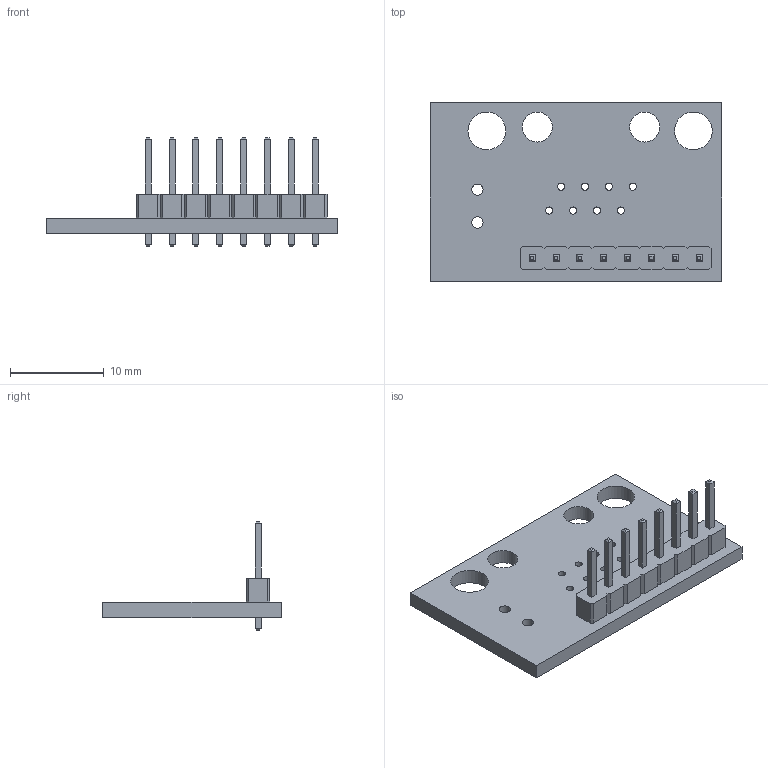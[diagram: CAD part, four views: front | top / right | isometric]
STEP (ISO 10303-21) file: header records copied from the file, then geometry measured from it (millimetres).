
FILE_DESCRIPTION(('KiCad electronic assembly'),'2;1');
FILE_NAME('8P breakout header.step','2024-06-09T16:11:21',('Pcbnew'),( 'Kicad'),'Open CASCADE STEP processor 7.7','KiCad to STEP converter' ,'Unknown');
FILE_SCHEMA(('AUTOMOTIVE_DESIGN { 1 0 10303 214 1 1 1 1 }'));
Length unit declared in the file: millimetre
Products named in the file (4): 8P breakout header 1; PinHeader_1x08_P2.54mm_Vertical; SOLID; 8P breakout header PCB
Assembly tree (3 placements, depth 3):
  8P breakout header 1
    PinHeader_1x08_P2.54mm_Vertical
      SOLID
    8P breakout header PCB
Bounding box: 31 x 19 x 11.54 mm (x, y, z)
Volume: 1014.2 mm3; surface area: 1789.3 mm2
Topology: 2 solids, 2 shells, 224 faces, 548 edges, 344 vertices
Faces by surface type: plane 202, cylinder 22
Full cylindrical faces by diameter (mm): 0.76 x8, 1 x8, 1.2 x2, 3.2 x2, 4.016 x2
Entity records: 15206 total; most frequent: CARTESIAN_POINT 2480, DIRECTION 2100, LINE 1556, VECTOR 1556, ORIENTED_EDGE 1096, PCURVE 1096, DEFINITIONAL_REPRESENTATION 1096, EDGE_CURVE 548
